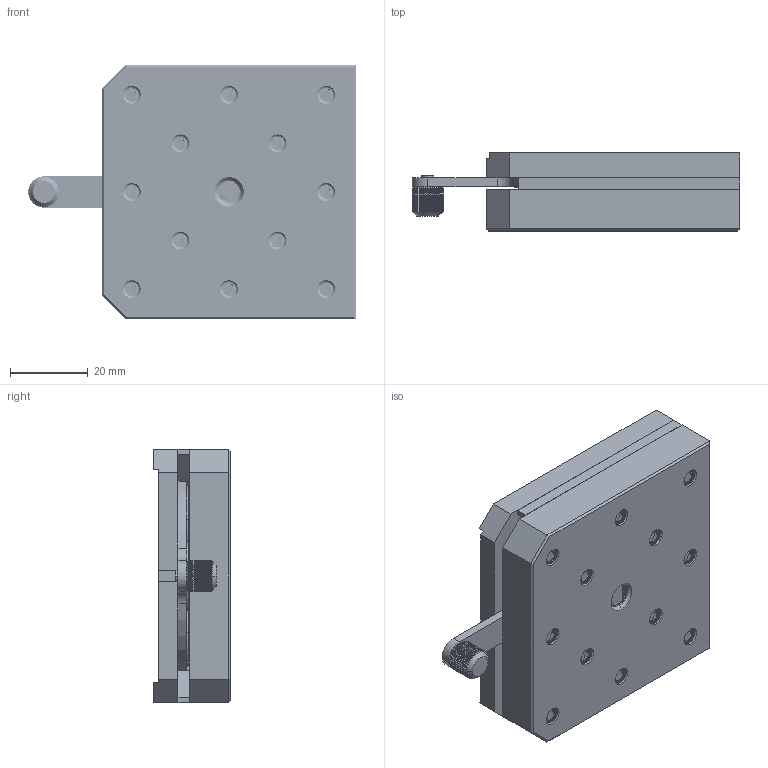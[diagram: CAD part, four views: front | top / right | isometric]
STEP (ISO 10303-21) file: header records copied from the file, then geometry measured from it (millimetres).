
FILE_DESCRIPTION((''),'2;1');
FILE_NAME('MBS-65C_ASM','2023-03-23T17:49:50',('R&D'),(''),'CREO PARAMETRIC BY PTC INC, 2022162','CREO PARAMETRIC BY PTC INC, 2022162','');
FILE_SCHEMA(('CONFIG_CONTROL_DESIGN'));
Products named in the file (8): MBS-65C_A1; MBS-65C_A3; MBS-65C_A4; MBS-65C_A2; MBS-45C_A5_2; MAGNETIC_18X2_5; M3X10_KM; MBS-65C_ASM
Assembly tree (13 placements, depth 2):
  MBS-65C_ASM
    MBS-65C_A1
    MBS-65C_A3
    MBS-65C_A4
    MBS-65C_A2
    MBS-45C_A5_2
    MAGNETIC_18X2_5  x4
    M3X10_KM  x4
Bounding box: 84.2 x 20 x 65.2 mm (x, y, z)
Volume: 73108.8 mm3; surface area: 36442.4 mm2
Topology: 14 solids, 16 shells, 1042 faces, 3264 edges, 2021 vertices
Faces by surface type: bspline 531, plane 237, cylinder 146, cone 112, torus 16
Entity records: 111379 total; most frequent: CARTESIAN_POINT 88338, ORIENTED_EDGE 5960, EDGE_CURVE 2980, DIRECTION 2836, VERTEX_POINT 1871, B_SPLINE_CURVE_WITH_KNOTS 1378, VECTOR 1250, LINE 1250
